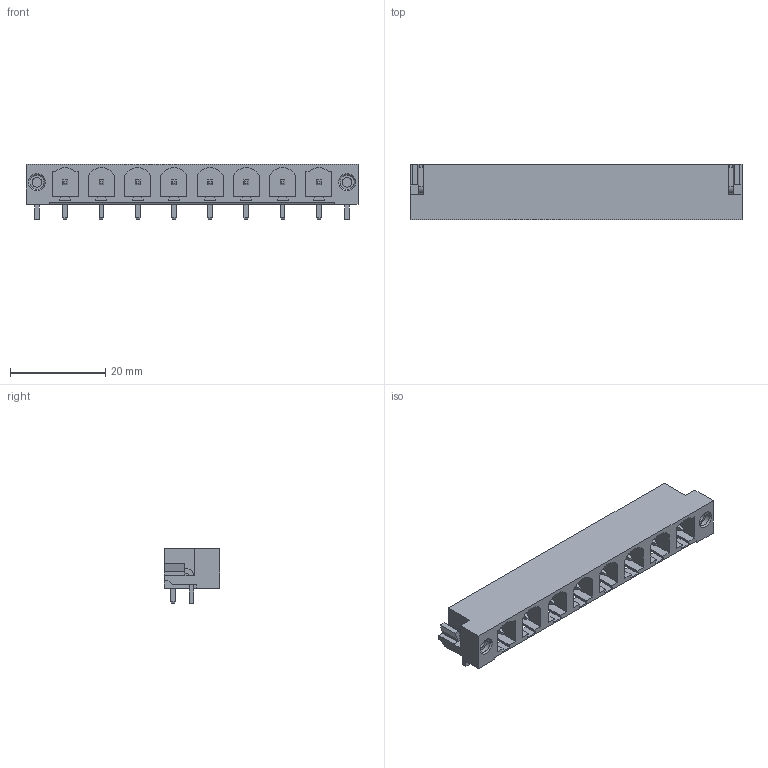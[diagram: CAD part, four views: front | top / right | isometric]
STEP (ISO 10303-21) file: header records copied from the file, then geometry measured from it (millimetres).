
FILE_DESCRIPTION(('CATIA V5 STEP Exchange','CAx-IF Rec.Pracs.--- Model Styling and Organization---1.2---2011-12-15'),'2;1');
FILE_NAME ('D1387708_1_1472430000_1472430000.stp','2018-11-15T17:13:13+00:00',('none'),('Weidmueller'),'CATIA Version 5-6 Release 2014','CATIA V5 STEP AP214','none');
FILE_SCHEMA(('AUTOMOTIVE_DESIGN { 1 0 10303 214 1 1 1 1 }'));
Length unit declared in the file: millimetre
Products named in the file (1): 1472430000
Bounding box: 69.82 x 11.75 x 11.6 mm (x, y, z)
Volume: 4202.3 mm3; surface area: 5827.4 mm2
Topology: 13 solids, 13 shells, 456 faces, 1217 edges, 782 vertices
Faces by surface type: plane 392, cylinder 60, cone 4
Entity records: 12363 total; most frequent: ORIENTED_EDGE 2434, CARTESIAN_POINT 2189, DIRECTION 1571, EDGE_CURVE 1153, VECTOR 989, LINE 989, VERTEX_POINT 718, EDGE_LOOP 491
